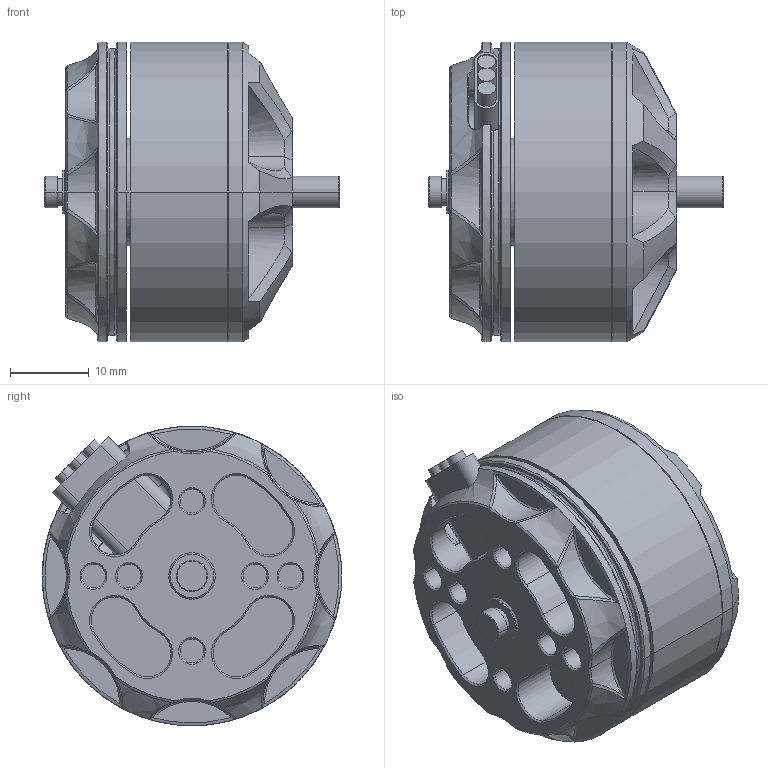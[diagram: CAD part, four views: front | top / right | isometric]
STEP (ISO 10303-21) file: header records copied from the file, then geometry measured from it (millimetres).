
FILE_DESCRIPTION (( 'STEP AP203' ), '1' );
FILE_NAME ('MN3110.step_Défaut_sldprt.STEP', '2021-01-20T23:26:10', ( '' ), ( '' ), 'SwSTEP 2.0', 'SolidWorks 2020', '' );
FILE_SCHEMA (( 'CONFIG_CONTROL_DESIGN' ));
Length unit declared in the file: millimetre
Products named in the file (1): MN3110.step_Défaut_sldprt
Bounding box: 37.42 x 38 x 38 mm (x, y, z)
Volume: 24736.5 mm3; surface area: 9793.7 mm2
Topology: 1 solids, 1 shells, 366 faces, 890 edges, 535 vertices
Faces by surface type: bspline 105, cylinder 91, plane 87, cone 75, torus 8
Entity records: 15589 total; most frequent: CARTESIAN_POINT 8026, ORIENTED_EDGE 1736, DIRECTION 1273, EDGE_CURVE 868, AXIS2_PLACEMENT_3D 538, VERTEX_POINT 525, EDGE_LOOP 389, FACE_OUTER_BOUND 366
